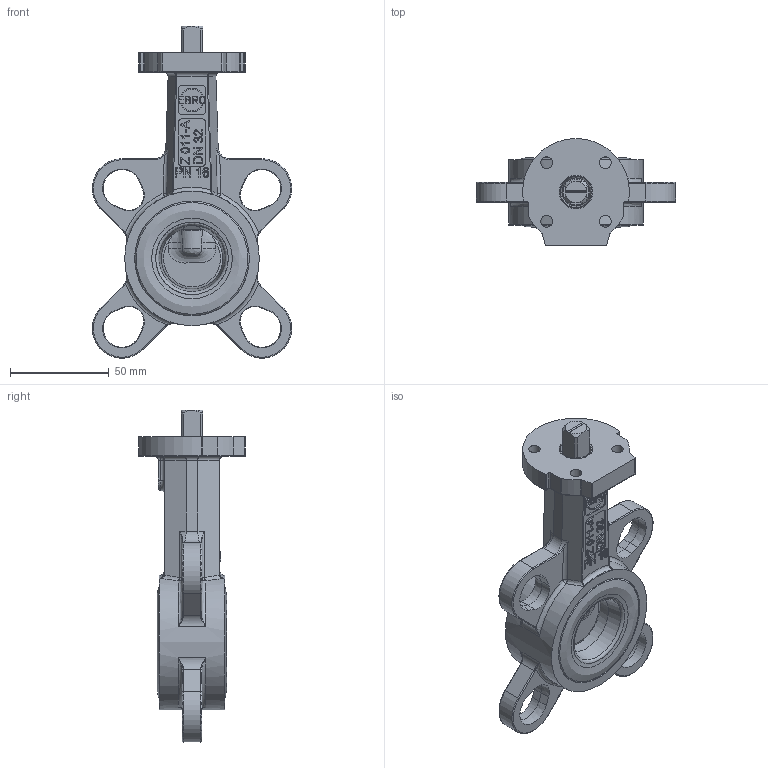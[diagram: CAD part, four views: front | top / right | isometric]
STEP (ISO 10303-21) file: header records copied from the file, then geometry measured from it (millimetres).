
FILE_DESCRIPTION((''),'2;1');
FILE_NAME('Z011-A-GG DN32.stp','2007-09-25T11:44:37',('hellwig'),(''),'Autodesk Inventor 11','Autodesk Inventor 11','');
FILE_SCHEMA(('AUTOMOTIVE_DESIGN { 1 0 10303 214 1 1 1 1 }'));
Length unit declared in the file: millimetre
Products named in the file (1): Bauteil8
Bounding box: 100.66 x 54 x 167.7 mm (x, y, z)
Volume: 181117.6 mm3; surface area: 50315.4 mm2
Topology: 1 solids, 4 shells, 712 faces, 1800 edges, 1114 vertices
Faces by surface type: plane 253, bspline 244, cylinder 126, torus 51, cone 32, sphere 6
Full cylindrical faces by diameter (mm): 4 x1, 9 x1, 9.2 x1, 11 x1, 11.2 x1, 12 x2, 12.2 x2, 12.35 x1, 14 x3, 14.35 x1, 16.95 x2, 57.7 x1, 58 x1, 68 x1
Entity records: 34230 total; most frequent: CARTESIAN_POINT 18999, ORIENTED_EDGE 3340, DIRECTION 2663, EDGE_CURVE 1670, VERTEX_POINT 1083, AXIS2_PLACEMENT_3D 928, EDGE_LOOP 850, VECTOR 807
